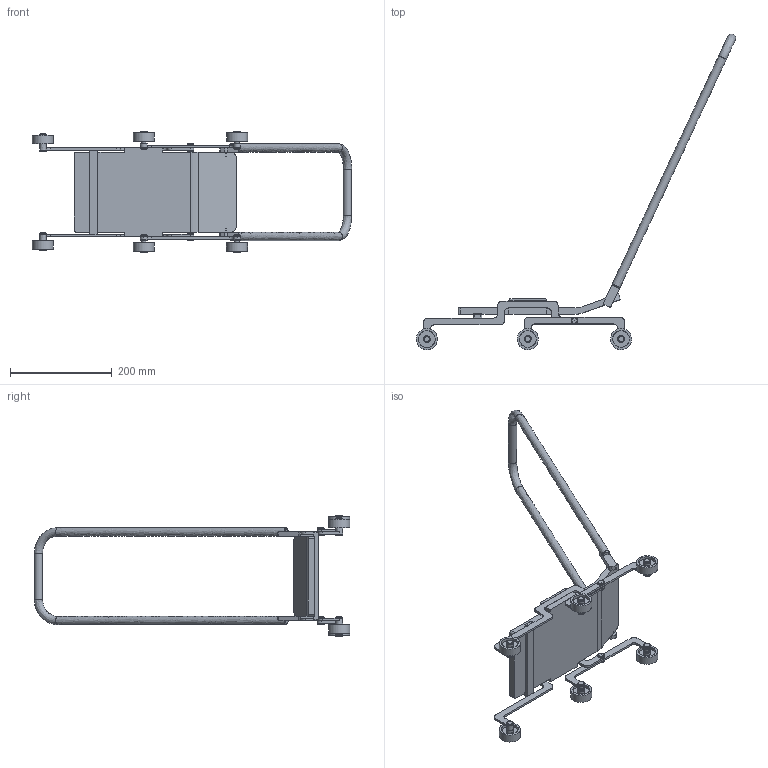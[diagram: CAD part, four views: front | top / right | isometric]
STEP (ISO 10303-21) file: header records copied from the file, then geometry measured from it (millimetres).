
FILE_DESCRIPTION(('FreeCAD Model'),'2;1');
FILE_NAME('Open CASCADE Shape Model','2025-04-29T16:50:14',('FreeCAD'),( 'FreeCAD'),'Open CASCADE STEP processor 7.6','FreeCAD','Unknown');
FILE_SCHEMA(('AUTOMOTIVE_DESIGN { 1 0 10303 214 1 1 1 1 }'));
Length unit declared in the file: millimetre
Products named in the file (1): Open CASCADE STEP translator 7.6 1
Bounding box: 628.49 x 621.03 x 239.82 mm (x, y, z)
Volume: 1119338 mm3; surface area: 295904 mm2
Topology: 20 solids, 20 shells, 343 faces, 758 edges, 499 vertices
Faces by surface type: bspline 343
Entity records: 10402 total; most frequent: CARTESIAN_POINT 5800, ORIENTED_EDGE 1512, EDGE_CURVE 756, VERTEX_POINT 499, FACE_BOUND 421, EDGE_LOOP 421, B_SPLINE_CURVE_WITH_KNOTS 417, ADVANCED_FACE 343
